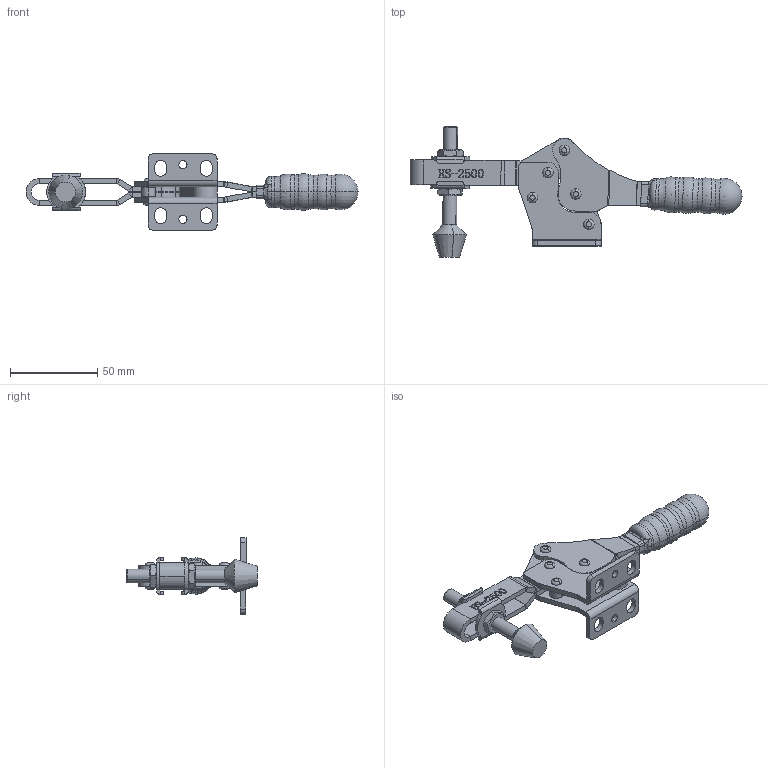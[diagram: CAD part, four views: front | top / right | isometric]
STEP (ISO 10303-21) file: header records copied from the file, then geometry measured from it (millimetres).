
FILE_DESCRIPTION (( 'STEP AP203' ), '1' );
FILE_NAME ('HS-2500 .STEP', '2019-08-06T00:23:28', ( '微软用户' ), ( '微软中国' ), 'SwSTEP 2.0', 'SolidWorks 2012', '' );
FILE_SCHEMA (( 'CONFIG_CONTROL_DESIGN' ));
Length unit declared in the file: millimetre
Products named in the file (13): 階杶; 2#忒參杶; 种; hexagon head bolts-full thread gb_GB_FASTENER_BOLT_STBAB A M8X60-N; hex thin nuts-grades ab-chamfered gb_GB_FASTENER_NUT_STNAB M8-N; 揤輸; 揤參; 忒梟酘; 蟀裝; 楊擘菁釱酘; 楊擘菁釱衵; HS-2500 ; FW-516
Assembly tree (18 placements, depth 2):
  HS-2500 
    楊擘菁釱衵
    楊擘菁釱酘
    蟀裝
    忒梟酘
    揤參
    揤輸
    hex thin nuts-grades ab-chamfered gb_GB_FASTENER_NUT_STNAB M8-N  x2
    hexagon head bolts-full thread gb_GB_FASTENER_BOLT_STBAB A M8X60-N
    种  x5
    2#忒參杶
    階杶
    FW-516  x2
Bounding box: 190.77 x 75.13 x 44 mm (x, y, z)
Volume: 56264.6 mm3; surface area: 41465.4 mm2
Topology: 19 solids, 19 shells, 799 faces, 2031 edges, 1293 vertices
Faces by surface type: plane 397, cylinder 172, bspline 146, cone 38, torus 38, sphere 8
Entity records: 30660 total; most frequent: CARTESIAN_POINT 12440, ORIENTED_EDGE 3666, DIRECTION 3079, EDGE_CURVE 1833, VERTEX_POINT 1169, LINE 1087, VECTOR 1087, AXIS2_PLACEMENT_3D 996
